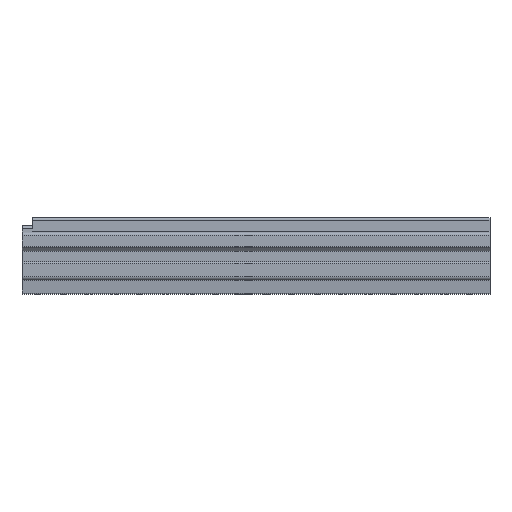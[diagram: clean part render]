
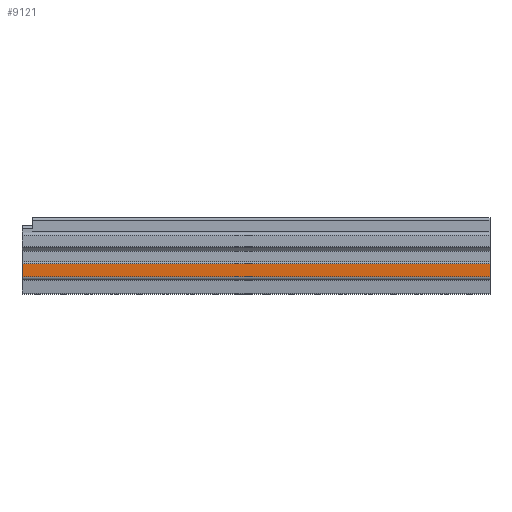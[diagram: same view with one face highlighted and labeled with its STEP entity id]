
A CAD part, left-side view. The second image highlights one B-rep face of the part: STEP entity #9121.
In plain terms, the highlighted planar face has unit normal (-1, 0, 0).
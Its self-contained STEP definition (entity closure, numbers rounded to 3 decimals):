
#419=DIRECTION('',(0.,1.,0.));
#420=VECTOR('',#419,64.5);
#421=CARTESIAN_POINT('',(-6.25,-63.,-1.057));
#422=LINE('',#421,#420);
#423=DIRECTION('',(0.,1.,0.));
#424=VECTOR('',#423,64.5);
#425=CARTESIAN_POINT('',(-6.25,-63.,-2.85));
#426=LINE('',#425,#424);
#3836=DIRECTION('',(0.,0.,1.));
#3837=VECTOR('',#3836,1.793);
#3838=CARTESIAN_POINT('',(-6.25,-63.,-2.85));
#3839=LINE('',#3838,#3837);
#5354=DIRECTION('',(0.,0.,1.));
#5355=VECTOR('',#5354,1.793);
#5356=CARTESIAN_POINT('',(-6.25,1.5,-2.85));
#5357=LINE('',#5356,#5355);
#6831=CARTESIAN_POINT('',(-6.25,-63.,-2.85));
#6832=VERTEX_POINT('',#6831);
#6833=CARTESIAN_POINT('',(-6.25,-63.,-1.057));
#6834=VERTEX_POINT('',#6833);
#8693=CARTESIAN_POINT('',(-6.25,1.5,-2.85));
#8694=VERTEX_POINT('',#8693);
#8695=CARTESIAN_POINT('',(-6.25,1.5,-1.057));
#8696=VERTEX_POINT('',#8695);
#9107=CARTESIAN_POINT('',(-6.25,0.,-2.85));
#9108=DIRECTION('',(-1.,0.,0.));
#9109=DIRECTION('',(0.,0.,1.));
#9110=AXIS2_PLACEMENT_3D('',#9107,#9108,#9109);
#9111=PLANE('',#9110);
#9113=ORIENTED_EDGE('',*,*,#9112,.T.);
#9115=ORIENTED_EDGE('',*,*,#9114,.T.);
#9116=ORIENTED_EDGE('',*,*,#9097,.F.);
#9118=ORIENTED_EDGE('',*,*,#9117,.F.);
#9119=EDGE_LOOP('',(#9113,#9115,#9116,#9118));
#9120=FACE_OUTER_BOUND('',#9119,.F.);
#9121=ADVANCED_FACE('',(#9120),#9111,.T.);
#9097=EDGE_CURVE('',#6834,#8696,#422,.T.);
#9112=EDGE_CURVE('',#6832,#8694,#426,.T.);
#9114=EDGE_CURVE('',#8694,#8696,#5357,.T.);
#9117=EDGE_CURVE('',#6832,#6834,#3839,.T.);
